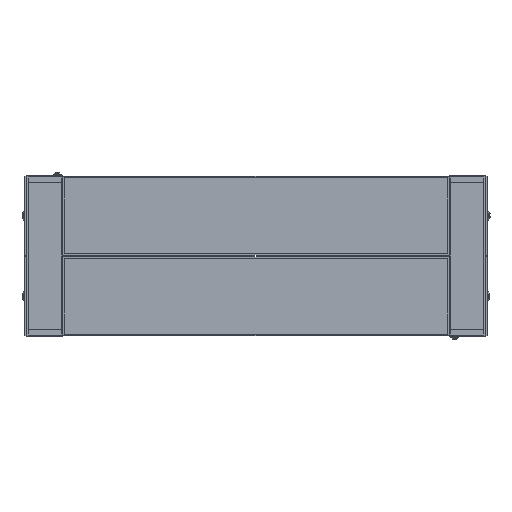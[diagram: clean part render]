
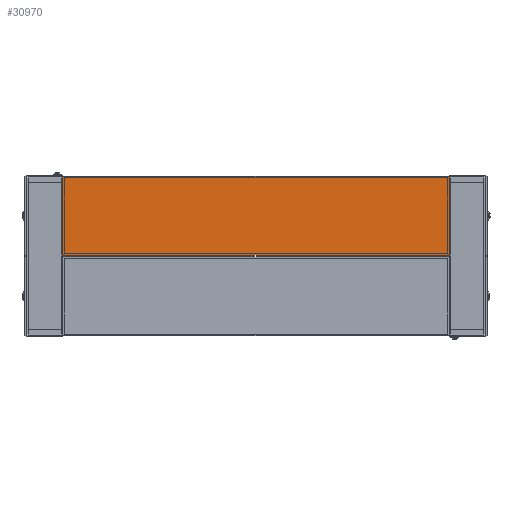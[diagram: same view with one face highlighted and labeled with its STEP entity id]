
A CAD part, left-side view. The second image highlights one B-rep face of the part: STEP entity #30970.
In plain terms, the highlighted planar face has unit normal (-1, 0, 0).
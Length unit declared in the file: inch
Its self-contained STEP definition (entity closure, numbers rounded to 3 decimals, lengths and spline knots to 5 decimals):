
#2035 = VERTEX_POINT ( 'NONE', #32748 ) ;
#11070 = CARTESIAN_POINT ( 'NONE',  ( -23.58268, -3.93701, 2.00787 ) ) ;
#11539 = CARTESIAN_POINT ( 'NONE',  ( -23.58268, -3.93701, 5.86614 ) ) ;
#20511 = EDGE_CURVE ( 'NONE', #55940, #23309, #41266, .T. ) ;
#22263 = DIRECTION ( 'NONE',  ( 0., 0., -1. ) ) ;
#23309 = VERTEX_POINT ( 'NONE', #64653 ) ;
#25421 = LINE ( 'NONE', #11539, #70092 ) ;
#28867 = CARTESIAN_POINT ( 'NONE',  ( -23.58268, -13.36614, 5.86614 ) ) ;
#30970 = ADVANCED_FACE ( 'NONE', ( #56608 ), #36755, .F. ) ;
#31244 = VERTEX_POINT ( 'NONE', #80123 ) ;
#32748 = CARTESIAN_POINT ( 'NONE',  ( -23.58268, 5.49213, 5.86614 ) ) ;
#36755 = PLANE ( 'NONE',  #53992 ) ;
#41266 = LINE ( 'NONE', #79378, #67466 ) ;
#43186 = EDGE_LOOP ( 'NONE', ( #65542, #58605, #44288, #52663 ) ) ;
#44288 = ORIENTED_EDGE ( 'NONE', *, *, #47132, .F. ) ;
#44663 = LINE ( 'NONE', #70901, #46784 ) ;
#46784 = VECTOR ( 'NONE', #83621, 39.37008 ) ;
#47132 = EDGE_CURVE ( 'NONE', #31244, #2035, #44663, .T. ) ;
#48351 = EDGE_CURVE ( 'NONE', #2035, #55940, #25421, .T. ) ;
#49447 = LINE ( 'NONE', #11070, #67049 ) ;
#49945 = DIRECTION ( 'NONE',  ( 0., -1., 0. ) ) ;
#50286 = DIRECTION ( 'NONE',  ( 0., 1., 0. ) ) ;
#52663 = ORIENTED_EDGE ( 'NONE', *, *, #65950, .F. ) ;
#53992 = AXIS2_PLACEMENT_3D ( 'NONE', #71015, #71846, #64224 ) ;
#55940 = VERTEX_POINT ( 'NONE', #28867 ) ;
#56608 = FACE_OUTER_BOUND ( 'NONE', #43186, .T. ) ;
#58605 = ORIENTED_EDGE ( 'NONE', *, *, #48351, .F. ) ;
#64224 = DIRECTION ( 'NONE',  ( 0., 0., 1. ) ) ;
#64653 = CARTESIAN_POINT ( 'NONE',  ( -23.58268, -13.36614, 2.00787 ) ) ;
#65542 = ORIENTED_EDGE ( 'NONE', *, *, #20511, .F. ) ;
#65950 = EDGE_CURVE ( 'NONE', #23309, #31244, #49447, .T. ) ;
#67049 = VECTOR ( 'NONE', #50286, 39.37008 ) ;
#67466 = VECTOR ( 'NONE', #22263, 39.37008 ) ;
#70092 = VECTOR ( 'NONE', #49945, 39.37008 ) ;
#70901 = CARTESIAN_POINT ( 'NONE',  ( -23.58268, 5.49213, 3.93701 ) ) ;
#71015 = CARTESIAN_POINT ( 'NONE',  ( -23.58268, -3.93701, 3.93701 ) ) ;
#71846 = DIRECTION ( 'NONE',  ( 1., 0., 0. ) ) ;
#79378 = CARTESIAN_POINT ( 'NONE',  ( -23.58268, -13.36614, 3.93701 ) ) ;
#80123 = CARTESIAN_POINT ( 'NONE',  ( -23.58268, 5.49213, 2.00787 ) ) ;
#83621 = DIRECTION ( 'NONE',  ( 0., 0., 1. ) ) ;
